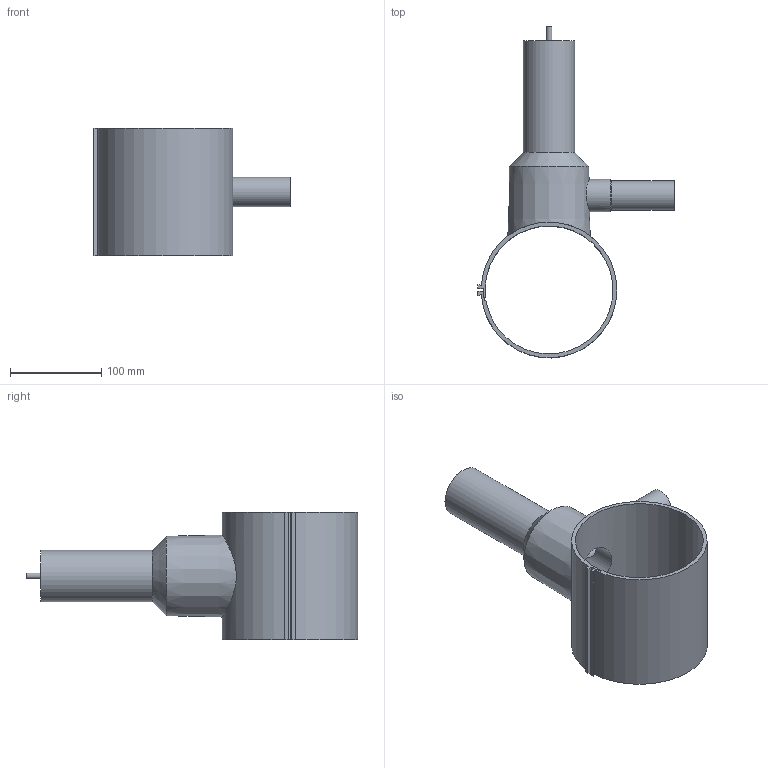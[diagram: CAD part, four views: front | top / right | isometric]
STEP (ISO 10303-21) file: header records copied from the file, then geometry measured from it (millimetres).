
FILE_DESCRIPTION( ( 'STEP AP214' ), '1' );
FILE_NAME( 'AGRU_70079143211_PE 100-RC schwarz_Druckanbohrventil_140_32 SDR 17 - 11_5.stp', '2020-10-28T08:24:22', ( 'License CC BY-ND 4.0' ), ( 'CADENAS' ), ' ', 'PARTsolutions', ' ' );
FILE_SCHEMA( ( 'AUTOMOTIVE_DESIGN { 1 0 10303 214 1 1 1 1 }' ) );
Length unit declared in the file: millimetre
Products named in the file (1): _AGRU_70079143211_PE 100-RC schwarz_Druckanbohrventil_140/32 SDR 17 - 11_5
Bounding box: 214.98 x 363.23 x 140 mm (x, y, z)
Volume: 714939.1 mm3; surface area: 224839.5 mm2
Topology: 1 solids, 1 shells, 29 faces, 67 edges, 44 vertices
Faces by surface type: cylinder 14, plane 12, cone 3
Full cylindrical faces by diameter (mm): 6.4 x1, 25.6 x1, 32 x1, 35.2 x1, 46.667 x1, 56 x1
Entity records: 1471 total; most frequent: CARTESIAN_POINT 587, DIRECTION 138, ORIENTED_EDGE 112, AXIS2_PLACEMENT_3D 56, EDGE_CURVE 56, EDGE_LOOP 44, VERTEX_POINT 42, FACE_OUTER_BOUND 35
